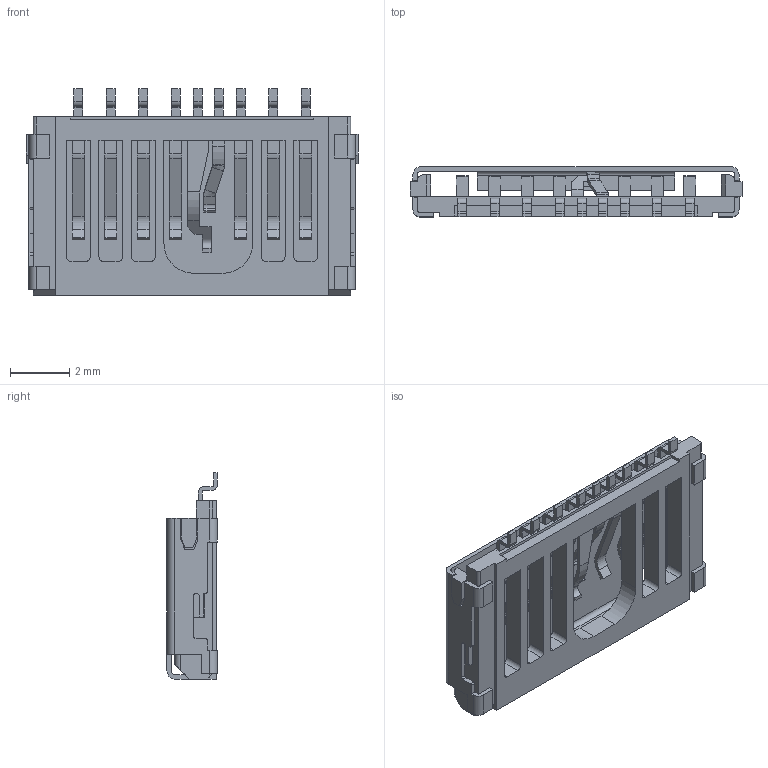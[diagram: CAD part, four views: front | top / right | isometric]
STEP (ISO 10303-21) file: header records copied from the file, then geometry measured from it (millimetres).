
FILE_DESCRIPTION(/* description */ (''),/* implementation_level */ '2;1');
FILE_NAME(/* name */ '105027-0001.step',/* time_stamp */ '2024-02-24T03:47:16+01:00',/* author */ (''),/* organization */ (''),/* preprocessor_version */ 'ST-DEVELOPER v20',/* originating_system */ 'Autodesk Translation Framework v12.14.0.127',/* authorisation */ '');
FILE_SCHEMA (('AUTOMOTIVE_DESIGN { 1 0 10303 214 3 1 1 }'));
Length unit declared in the file: millimetre
Products named in the file (1): (Unsaved)
Bounding box: 11.24 x 1.7 x 7 mm (x, y, z)
Volume: 38.2 mm3; surface area: 333.2 mm2
Topology: 1 solids, 1 shells, 429 faces, 1225 edges, 810 vertices
Faces by surface type: plane 305, cylinder 112, bspline 12
Entity records: 14660 total; most frequent: CARTESIAN_POINT 2842, ORIENTED_EDGE 2450, DIRECTION 2289, EDGE_CURVE 1225, LINE 987, VECTOR 987, VERTEX_POINT 810, AXIS2_PLACEMENT_3D 651
